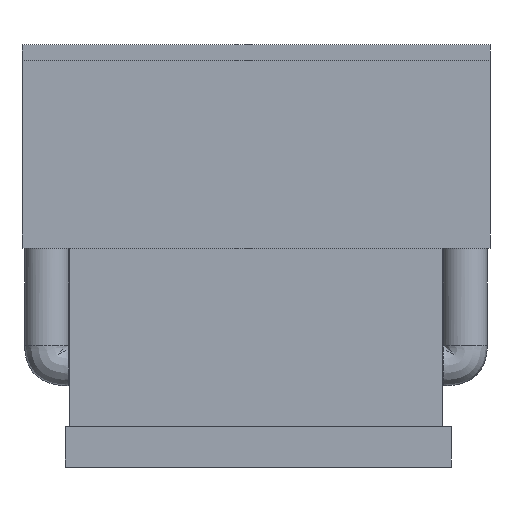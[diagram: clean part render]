
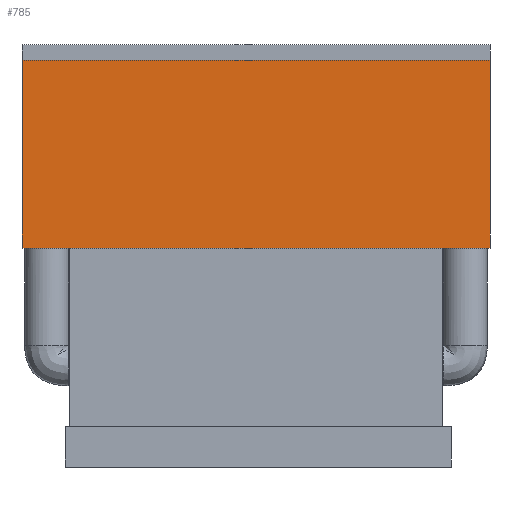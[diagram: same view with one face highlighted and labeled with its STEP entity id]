
A CAD part, front view. The second image highlights one B-rep face of the part: STEP entity #785.
In plain terms, the highlighted free-form (B-spline) face has degree [1, 1] with [2, 2] control points.
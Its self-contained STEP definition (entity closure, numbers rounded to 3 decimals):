
#342 = B_SPLINE_SURFACE_WITH_KNOTS('',1,1,(
    (#343,#344)
    ,(#345,#346)),.UNSPECIFIED.,.F.,.F.,.F.,(2,2),(2,2),(0.,1.),(0.,1.),
  .PIECEWISE_BEZIER_KNOTS.);
#343 = CARTESIAN_POINT('',(1.104,-0.893,0.401));
#344 = CARTESIAN_POINT('',(-0.718,-0.893,0.401));
#345 = CARTESIAN_POINT('',(1.104,-0.477,0.401));
#346 = CARTESIAN_POINT('',(-0.718,-0.477,0.401));
#367 = VERTEX_POINT('',#368);
#368 = CARTESIAN_POINT('',(-0.576,-0.865,0.401));
#380 = B_SPLINE_SURFACE_WITH_KNOTS('',1,1,(
    (#381,#382)
    ,(#383,#384)),.UNSPECIFIED.,.F.,.F.,.F.,(2,2),(2,2),(0.,1.),(0.,1.),
  .PIECEWISE_BEZIER_KNOTS.);
#381 = CARTESIAN_POINT('',(-0.576,-0.865,0.465));
#382 = CARTESIAN_POINT('',(-0.576,0.865,0.465));
#383 = CARTESIAN_POINT('',(-0.576,-0.865,-0.15));
#384 = CARTESIAN_POINT('',(-0.576,0.865,-0.15));
#391 = EDGE_CURVE('',#367,#392,#394,.T.);
#392 = VERTEX_POINT('',#393);
#393 = CARTESIAN_POINT('',(0.576,-0.865,0.401));
#394 = SURFACE_CURVE('',#395,(#398,#404),.PCURVE_S1.);
#395 = B_SPLINE_CURVE_WITH_KNOTS('',1,(#396,#397),.UNSPECIFIED.,.F.,.F.,
  (2,2),(0.084,0.707),.PIECEWISE_BEZIER_KNOTS.);
#396 = CARTESIAN_POINT('',(-0.576,-0.865,0.401));
#397 = CARTESIAN_POINT('',(0.576,-0.865,0.401));
#398 = PCURVE('',#342,#399);
#399 = DEFINITIONAL_REPRESENTATION('',(#400),#403);
#400 = B_SPLINE_CURVE_WITH_KNOTS('',1,(#401,#402),.UNSPECIFIED.,.F.,.F.,
  (2,2),(0.084,0.707),.PIECEWISE_BEZIER_KNOTS.);
#401 = CARTESIAN_POINT('',(0.067,0.922));
#402 = CARTESIAN_POINT('',(0.067,0.29));
#403 = ( GEOMETRIC_REPRESENTATION_CONTEXT(2) 
PARAMETRIC_REPRESENTATION_CONTEXT() REPRESENTATION_CONTEXT('2D SPACE',''
  ) );
#404 = PCURVE('',#405,#410);
#405 = B_SPLINE_SURFACE_WITH_KNOTS('',1,1,(
    (#406,#407)
    ,(#408,#409)),.UNSPECIFIED.,.F.,.F.,.F.,(2,2),(2,2),(0.,1.),(0.,1.),
  .PIECEWISE_BEZIER_KNOTS.);
#406 = CARTESIAN_POINT('',(-0.633,-0.865,-0.209));
#407 = CARTESIAN_POINT('',(-0.633,-0.865,1.089));
#408 = CARTESIAN_POINT('',(0.633,-0.865,-0.209));
#409 = CARTESIAN_POINT('',(0.633,-0.865,1.089));
#410 = DEFINITIONAL_REPRESENTATION('',(#411),#414);
#411 = B_SPLINE_CURVE_WITH_KNOTS('',1,(#412,#413),.UNSPECIFIED.,.F.,.F.,
  (2,2),(0.084,0.707),.PIECEWISE_BEZIER_KNOTS.);
#412 = CARTESIAN_POINT('',(0.045,0.47));
#413 = CARTESIAN_POINT('',(0.955,0.47));
#414 = ( GEOMETRIC_REPRESENTATION_CONTEXT(2) 
PARAMETRIC_REPRESENTATION_CONTEXT() REPRESENTATION_CONTEXT('2D SPACE',''
  ) );
#428 = B_SPLINE_SURFACE_WITH_KNOTS('',1,1,(
    (#429,#430)
    ,(#431,#432)),.UNSPECIFIED.,.F.,.F.,.F.,(2,2),(2,2),(0.,1.),(0.,1.),
  .PIECEWISE_BEZIER_KNOTS.);
#429 = CARTESIAN_POINT('',(0.576,-0.865,-0.15));
#430 = CARTESIAN_POINT('',(0.576,0.865,-0.15));
#431 = CARTESIAN_POINT('',(0.576,-0.865,0.465));
#432 = CARTESIAN_POINT('',(0.576,0.865,0.465));
#721 = EDGE_CURVE('',#367,#722,#724,.T.);
#722 = VERTEX_POINT('',#723);
#723 = CARTESIAN_POINT('',(-0.576,-0.865,-0.061)
  );
#724 = SURFACE_CURVE('',#725,(#728,#735),.PCURVE_S1.);
#725 = B_SPLINE_CURVE_WITH_KNOTS('',1,(#726,#727),.UNSPECIFIED.,.F.,.F.,
  (2,2),(0.103,0.855),.PIECEWISE_BEZIER_KNOTS.);
#726 = CARTESIAN_POINT('',(-0.576,-0.865,0.401));
#727 = CARTESIAN_POINT('',(-0.576,-0.865,-0.061));
#728 = PCURVE('',#380,#729);
#729 = DEFINITIONAL_REPRESENTATION('',(#730),#734);
#730 = LINE('',#731,#732);
#731 = CARTESIAN_POINT('',(0.,0.));
#732 = VECTOR('',#733,1.);
#733 = DIRECTION('',(1.,0.));
#734 = ( GEOMETRIC_REPRESENTATION_CONTEXT(2) 
PARAMETRIC_REPRESENTATION_CONTEXT() REPRESENTATION_CONTEXT('2D SPACE',''
  ) );
#735 = PCURVE('',#405,#736);
#736 = DEFINITIONAL_REPRESENTATION('',(#737),#740);
#737 = B_SPLINE_CURVE_WITH_KNOTS('',1,(#738,#739),.UNSPECIFIED.,.F.,.F.,
  (2,2),(0.103,0.855),.PIECEWISE_BEZIER_KNOTS.);
#738 = CARTESIAN_POINT('',(0.045,0.47));
#739 = CARTESIAN_POINT('',(0.045,0.114));
#740 = ( GEOMETRIC_REPRESENTATION_CONTEXT(2) 
PARAMETRIC_REPRESENTATION_CONTEXT() REPRESENTATION_CONTEXT('2D SPACE',''
  ) );
#756 = B_SPLINE_SURFACE_WITH_KNOTS('',1,1,(
    (#757,#758)
    ,(#759,#760)),.UNSPECIFIED.,.F.,.F.,.F.,(2,2),(2,2),(0.,1.),(0.,1.),
  .PIECEWISE_BEZIER_KNOTS.);
#757 = CARTESIAN_POINT('',(1.025,0.985,-0.061));
#758 = CARTESIAN_POINT('',(-6.478,0.985,-0.061)
  );
#759 = CARTESIAN_POINT('',(1.025,-0.966,-0.061)
  );
#760 = CARTESIAN_POINT('',(-6.478,-0.966,-0.061)
  );
#785 = ADVANCED_FACE('',(#786),#405,.T.);
#786 = FACE_BOUND('',#787,.T.);
#787 = EDGE_LOOP('',(#788,#789,#790,#810));
#788 = ORIENTED_EDGE('',*,*,#391,.F.);
#789 = ORIENTED_EDGE('',*,*,#721,.T.);
#790 = ORIENTED_EDGE('',*,*,#791,.F.);
#791 = EDGE_CURVE('',#792,#722,#794,.T.);
#792 = VERTEX_POINT('',#793);
#793 = CARTESIAN_POINT('',(0.576,-0.865,-0.061)
  );
#794 = SURFACE_CURVE('',#795,(#798,#804),.PCURVE_S1.);
#795 = B_SPLINE_CURVE_WITH_KNOTS('',1,(#796,#797),.UNSPECIFIED.,.F.,.F.,
  (2,2),(0.062,0.215),.PIECEWISE_BEZIER_KNOTS.);
#796 = CARTESIAN_POINT('',(0.576,-0.865,-0.061));
#797 = CARTESIAN_POINT('',(-0.576,-0.865,-0.061));
#798 = PCURVE('',#405,#799);
#799 = DEFINITIONAL_REPRESENTATION('',(#800),#803);
#800 = B_SPLINE_CURVE_WITH_KNOTS('',1,(#801,#802),.UNSPECIFIED.,.F.,.F.,
  (2,2),(0.062,0.215),.PIECEWISE_BEZIER_KNOTS.);
#801 = CARTESIAN_POINT('',(0.955,0.114));
#802 = CARTESIAN_POINT('',(0.045,0.114));
#803 = ( GEOMETRIC_REPRESENTATION_CONTEXT(2) 
PARAMETRIC_REPRESENTATION_CONTEXT() REPRESENTATION_CONTEXT('2D SPACE',''
  ) );
#804 = PCURVE('',#756,#805);
#805 = DEFINITIONAL_REPRESENTATION('',(#806),#809);
#806 = B_SPLINE_CURVE_WITH_KNOTS('',1,(#807,#808),.UNSPECIFIED.,.F.,.F.,
  (2,2),(0.062,0.215),.PIECEWISE_BEZIER_KNOTS.);
#807 = CARTESIAN_POINT('',(0.948,0.06));
#808 = CARTESIAN_POINT('',(0.948,0.213));
#809 = ( GEOMETRIC_REPRESENTATION_CONTEXT(2) 
PARAMETRIC_REPRESENTATION_CONTEXT() REPRESENTATION_CONTEXT('2D SPACE',''
  ) );
#810 = ORIENTED_EDGE('',*,*,#811,.T.);
#811 = EDGE_CURVE('',#792,#392,#812,.T.);
#812 = SURFACE_CURVE('',#813,(#816,#822),.PCURVE_S1.);
#813 = B_SPLINE_CURVE_WITH_KNOTS('',1,(#814,#815),.UNSPECIFIED.,.F.,.F.,
  (2,2),(0.145,0.897),.PIECEWISE_BEZIER_KNOTS.);
#814 = CARTESIAN_POINT('',(0.576,-0.865,-0.061));
#815 = CARTESIAN_POINT('',(0.576,-0.865,0.401));
#816 = PCURVE('',#405,#817);
#817 = DEFINITIONAL_REPRESENTATION('',(#818),#821);
#818 = B_SPLINE_CURVE_WITH_KNOTS('',1,(#819,#820),.UNSPECIFIED.,.F.,.F.,
  (2,2),(0.145,0.897),.PIECEWISE_BEZIER_KNOTS.);
#819 = CARTESIAN_POINT('',(0.955,0.114));
#820 = CARTESIAN_POINT('',(0.955,0.47));
#821 = ( GEOMETRIC_REPRESENTATION_CONTEXT(2) 
PARAMETRIC_REPRESENTATION_CONTEXT() REPRESENTATION_CONTEXT('2D SPACE',''
  ) );
#822 = PCURVE('',#428,#823);
#823 = DEFINITIONAL_REPRESENTATION('',(#824),#828);
#824 = LINE('',#825,#826);
#825 = CARTESIAN_POINT('',(0.,0.));
#826 = VECTOR('',#827,1.);
#827 = DIRECTION('',(1.,0.));
#828 = ( GEOMETRIC_REPRESENTATION_CONTEXT(2) 
PARAMETRIC_REPRESENTATION_CONTEXT() REPRESENTATION_CONTEXT('2D SPACE',''
  ) );
